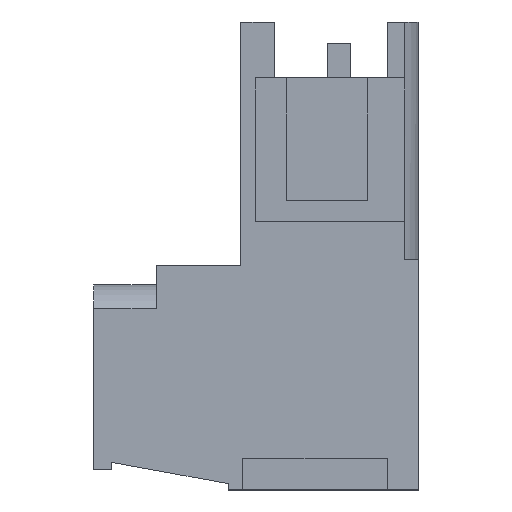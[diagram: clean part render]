
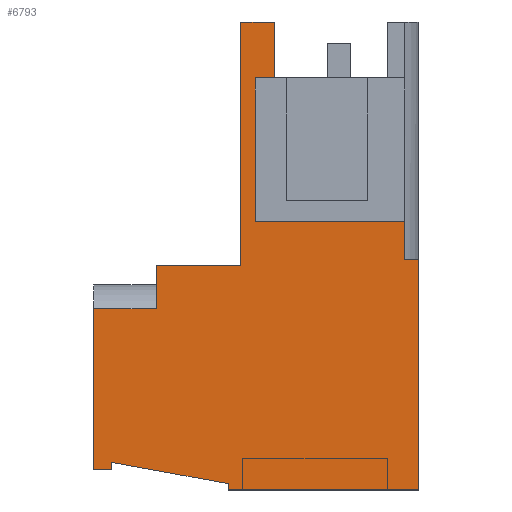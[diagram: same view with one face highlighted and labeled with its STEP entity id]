
A CAD part, left-side view. The second image highlights one B-rep face of the part: STEP entity #6793.
In plain terms, the highlighted planar face has unit normal (-1, 0, 0).
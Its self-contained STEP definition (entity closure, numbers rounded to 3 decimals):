
#3431=AXIS2_PLACEMENT_3D('Plane Axis2P3D',#3428,#3429,#3430) ;
#3413=CARTESIAN_POINT('Vertex',(0.98,6.785,19.415)) ;
#3428=CARTESIAN_POINT('Axis2P3D Location',(0.98,3.66,22.05)) ;
#3533=CARTESIAN_POINT('Vertex',(0.98,0.65,12.635)) ;
#3536=CARTESIAN_POINT('Line Origine',(0.98,0.65,11.743)) ;
#3540=CARTESIAN_POINT('Vertex',(0.98,0.65,10.85)) ;
#3598=CARTESIAN_POINT('Vertex',(0.98,6.785,22.05)) ;
#3601=CARTESIAN_POINT('Line Origine',(0.98,6.785,20.732)) ;
#4608=CARTESIAN_POINT('Line Origine',(0.98,7.23,19.415)) ;
#4612=CARTESIAN_POINT('Vertex',(0.98,7.675,19.415)) ;
#6572=CARTESIAN_POINT('Line Origine',(0.98,0.325,10.85)) ;
#6576=CARTESIAN_POINT('Vertex',(0.98,0.,10.85)) ;
#6671=CARTESIAN_POINT('Vertex',(0.98,7.675,12.635)) ;
#6674=CARTESIAN_POINT('Line Origine',(0.98,4.163,12.635)) ;
#6686=CARTESIAN_POINT('Line Origine',(0.98,7.675,16.025)) ;
#6691=CARTESIAN_POINT('Line Origine',(0.98,7.575,22.05)) ;
#6695=CARTESIAN_POINT('Vertex',(0.98,8.365,22.05)) ;
#6698=CARTESIAN_POINT('Line Origine',(0.98,8.365,16.318)) ;
#6702=CARTESIAN_POINT('Vertex',(0.98,8.365,10.586)) ;
#6705=CARTESIAN_POINT('Line Origine',(0.98,10.358,10.586)) ;
#6709=CARTESIAN_POINT('Vertex',(0.98,12.35,10.586)) ;
#6712=CARTESIAN_POINT('Line Origine',(0.98,12.35,9.568)) ;
#6716=CARTESIAN_POINT('Vertex',(0.98,12.35,8.55)) ;
#6719=CARTESIAN_POINT('Line Origine',(0.98,13.825,8.55)) ;
#6723=CARTESIAN_POINT('Vertex',(0.98,15.3,8.55)) ;
#6726=CARTESIAN_POINT('Line Origine',(0.98,15.3,4.75)) ;
#6730=CARTESIAN_POINT('Vertex',(0.98,15.3,0.95)) ;
#6733=CARTESIAN_POINT('Line Origine',(0.98,14.875,0.95)) ;
#6737=CARTESIAN_POINT('Vertex',(0.98,14.45,0.95)) ;
#6740=CARTESIAN_POINT('Line Origine',(0.98,14.45,1.127)) ;
#6744=CARTESIAN_POINT('Vertex',(0.98,14.45,1.303)) ;
#6747=CARTESIAN_POINT('Line Origine',(0.98,11.705,0.801)) ;
#6751=CARTESIAN_POINT('Vertex',(0.98,8.961,0.299)) ;
#6754=CARTESIAN_POINT('Line Origine',(0.98,8.961,0.149)) ;
#6758=CARTESIAN_POINT('Vertex',(0.98,8.961,0.)) ;
#6761=CARTESIAN_POINT('Line Origine',(0.98,4.48,0.)) ;
#6765=CARTESIAN_POINT('Vertex',(0.98,0.,0.)) ;
#6768=CARTESIAN_POINT('Line Origine',(0.98,0.,5.425)) ;
#3429=DIRECTION('Axis2P3D Direction',(1.,0.,0.)) ;
#3430=DIRECTION('Axis2P3D XDirection',(0.,1.,0.)) ;
#3537=DIRECTION('Vector Direction',(0.,0.,-1.)) ;
#3602=DIRECTION('Vector Direction',(0.,0.,1.)) ;
#4609=DIRECTION('Vector Direction',(0.,-1.,0.)) ;
#6573=DIRECTION('Vector Direction',(0.,-1.,0.)) ;
#6675=DIRECTION('Vector Direction',(0.,-1.,0.)) ;
#6687=DIRECTION('Vector Direction',(0.,0.,-1.)) ;
#6692=DIRECTION('Vector Direction',(0.,-1.,0.)) ;
#6699=DIRECTION('Vector Direction',(0.,0.,-1.)) ;
#6706=DIRECTION('Vector Direction',(0.,-1.,0.)) ;
#6713=DIRECTION('Vector Direction',(0.,0.,1.)) ;
#6720=DIRECTION('Vector Direction',(0.,-1.,0.)) ;
#6727=DIRECTION('Vector Direction',(0.,0.,1.)) ;
#6734=DIRECTION('Vector Direction',(0.,1.,0.)) ;
#6741=DIRECTION('Vector Direction',(0.,0.,-1.)) ;
#6748=DIRECTION('Vector Direction',(0.,-0.984,-0.18)) ;
#6755=DIRECTION('Vector Direction',(0.,0.,-1.)) ;
#6762=DIRECTION('Vector Direction',(0.,-1.,0.)) ;
#6769=DIRECTION('Vector Direction',(0.,0.,-1.)) ;
#3538=VECTOR('Line Direction',#3537,1.) ;
#3603=VECTOR('Line Direction',#3602,1.) ;
#4610=VECTOR('Line Direction',#4609,1.) ;
#6574=VECTOR('Line Direction',#6573,1.) ;
#6676=VECTOR('Line Direction',#6675,1.) ;
#6688=VECTOR('Line Direction',#6687,1.) ;
#6693=VECTOR('Line Direction',#6692,1.) ;
#6700=VECTOR('Line Direction',#6699,1.) ;
#6707=VECTOR('Line Direction',#6706,1.) ;
#6714=VECTOR('Line Direction',#6713,1.) ;
#6721=VECTOR('Line Direction',#6720,1.) ;
#6728=VECTOR('Line Direction',#6727,1.) ;
#6735=VECTOR('Line Direction',#6734,1.) ;
#6742=VECTOR('Line Direction',#6741,1.) ;
#6749=VECTOR('Line Direction',#6748,1.) ;
#6756=VECTOR('Line Direction',#6755,1.) ;
#6763=VECTOR('Line Direction',#6762,1.) ;
#6770=VECTOR('Line Direction',#6769,1.) ;
#6774=ORIENTED_EDGE('',*,*,#6678,.F.) ;
#6775=ORIENTED_EDGE('',*,*,#6690,.T.) ;
#6776=ORIENTED_EDGE('',*,*,#4614,.T.) ;
#6777=ORIENTED_EDGE('',*,*,#3605,.T.) ;
#6778=ORIENTED_EDGE('',*,*,#6697,.F.) ;
#6779=ORIENTED_EDGE('',*,*,#6704,.T.) ;
#6780=ORIENTED_EDGE('',*,*,#6711,.F.) ;
#6781=ORIENTED_EDGE('',*,*,#6718,.F.) ;
#6782=ORIENTED_EDGE('',*,*,#6725,.F.) ;
#6783=ORIENTED_EDGE('',*,*,#6732,.F.) ;
#6784=ORIENTED_EDGE('',*,*,#6739,.F.) ;
#6785=ORIENTED_EDGE('',*,*,#6746,.F.) ;
#6786=ORIENTED_EDGE('',*,*,#6753,.T.) ;
#6787=ORIENTED_EDGE('',*,*,#6760,.T.) ;
#6788=ORIENTED_EDGE('',*,*,#6767,.T.) ;
#6789=ORIENTED_EDGE('',*,*,#6772,.F.) ;
#6790=ORIENTED_EDGE('',*,*,#6578,.F.) ;
#6791=ORIENTED_EDGE('',*,*,#3542,.F.) ;
#6793=ADVANCED_FACE('HOUSING',(#6792),#3432,.F.) ;
#3542=EDGE_CURVE('',#3534,#3541,#3539,.T.) ;
#3605=EDGE_CURVE('',#3414,#3599,#3604,.T.) ;
#4614=EDGE_CURVE('',#4613,#3414,#4611,.T.) ;
#6578=EDGE_CURVE('',#3541,#6577,#6575,.T.) ;
#6678=EDGE_CURVE('',#6672,#3534,#6677,.T.) ;
#6690=EDGE_CURVE('',#6672,#4613,#6689,.F.) ;
#6697=EDGE_CURVE('',#6696,#3599,#6694,.T.) ;
#6704=EDGE_CURVE('',#6696,#6703,#6701,.T.) ;
#6711=EDGE_CURVE('',#6710,#6703,#6708,.T.) ;
#6718=EDGE_CURVE('',#6717,#6710,#6715,.T.) ;
#6725=EDGE_CURVE('',#6724,#6717,#6722,.T.) ;
#6732=EDGE_CURVE('',#6731,#6724,#6729,.T.) ;
#6739=EDGE_CURVE('',#6738,#6731,#6736,.T.) ;
#6746=EDGE_CURVE('',#6745,#6738,#6743,.T.) ;
#6753=EDGE_CURVE('',#6745,#6752,#6750,.T.) ;
#6760=EDGE_CURVE('',#6752,#6759,#6757,.T.) ;
#6767=EDGE_CURVE('',#6759,#6766,#6764,.T.) ;
#6772=EDGE_CURVE('',#6577,#6766,#6771,.T.) ;
#6773=EDGE_LOOP('',(#6774,#6775,#6776,#6777,#6778,#6779,#6780,#6781,#6782,#6783,#6784,#6785,#6786,#6787,#6788,#6789,#6790,#6791)) ;
#6792=FACE_OUTER_BOUND('',#6773,.T.) ;
#3539=LINE('Line',#3536,#3538) ;
#3604=LINE('Line',#3601,#3603) ;
#4611=LINE('Line',#4608,#4610) ;
#6575=LINE('Line',#6572,#6574) ;
#6677=LINE('Line',#6674,#6676) ;
#6689=LINE('Line',#6686,#6688) ;
#6694=LINE('Line',#6691,#6693) ;
#6701=LINE('Line',#6698,#6700) ;
#6708=LINE('Line',#6705,#6707) ;
#6715=LINE('Line',#6712,#6714) ;
#6722=LINE('Line',#6719,#6721) ;
#6729=LINE('Line',#6726,#6728) ;
#6736=LINE('Line',#6733,#6735) ;
#6743=LINE('Line',#6740,#6742) ;
#6750=LINE('Line',#6747,#6749) ;
#6757=LINE('Line',#6754,#6756) ;
#6764=LINE('Line',#6761,#6763) ;
#6771=LINE('Line',#6768,#6770) ;
#3432=PLANE('',#3431) ;
#3414=VERTEX_POINT('',#3413) ;
#3534=VERTEX_POINT('',#3533) ;
#3541=VERTEX_POINT('',#3540) ;
#3599=VERTEX_POINT('',#3598) ;
#4613=VERTEX_POINT('',#4612) ;
#6577=VERTEX_POINT('',#6576) ;
#6672=VERTEX_POINT('',#6671) ;
#6696=VERTEX_POINT('',#6695) ;
#6703=VERTEX_POINT('',#6702) ;
#6710=VERTEX_POINT('',#6709) ;
#6717=VERTEX_POINT('',#6716) ;
#6724=VERTEX_POINT('',#6723) ;
#6731=VERTEX_POINT('',#6730) ;
#6738=VERTEX_POINT('',#6737) ;
#6745=VERTEX_POINT('',#6744) ;
#6752=VERTEX_POINT('',#6751) ;
#6759=VERTEX_POINT('',#6758) ;
#6766=VERTEX_POINT('',#6765) ;
